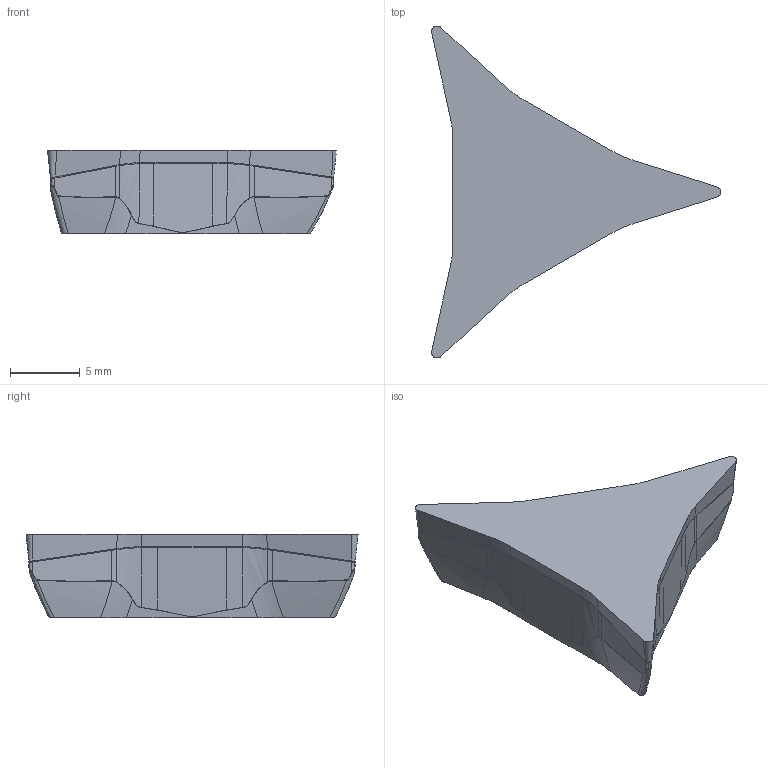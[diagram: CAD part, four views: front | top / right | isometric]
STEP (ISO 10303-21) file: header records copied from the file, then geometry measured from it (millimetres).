
FILE_DESCRIPTION(/* description */ (''),/* implementation_level */ '2;1');
FILE_NAME(/* name */ 'aaa316933_b.stp',/* time_stamp */ '2018-06-01T16:12:45+02:00',/* author */ (''),/* organization */ ('SMS'),/* preprocessor_version */ 'ST-DEVELOPER v15',/* originating_system */ 'SIEMENS PLM Software NX 8.5',/* authorisation */ '');
FILE_SCHEMA (('AUTOMOTIVE_DESIGN { 1 0 10303 214 3 1 1 1 }'));
Length unit declared in the file: millimetre
Products named in the file (1): AAA316933_B
Bounding box: 20.72 x 23.8 x 6 mm (x, y, z)
Volume: 1018.9 mm3; surface area: 753.1 mm2
Topology: 1 solids, 1 shells, 185 faces, 442 edges, 261 vertices
Faces by surface type: bspline 129, cone 21, plane 20, cylinder 9, torus 6
Entity records: 9577 total; most frequent: CARTESIAN_POINT 6229, ORIENTED_EDGE 882, EDGE_CURVE 441, DIRECTION 409, VERTEX_POINT 258, B_SPLINE_CURVE_WITH_KNOTS 241, ADVANCED_FACE 185, FACE_OUTER_BOUND 185
